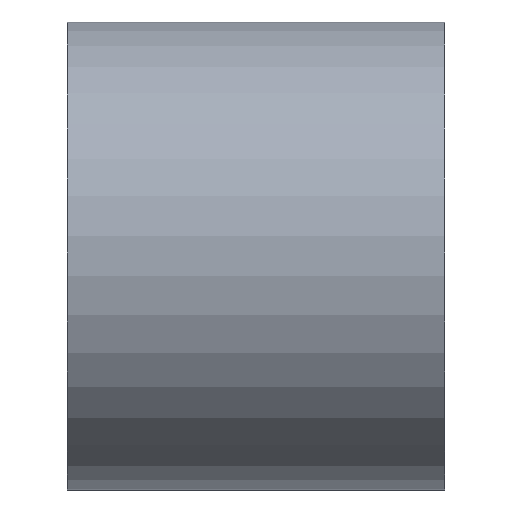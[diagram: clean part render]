
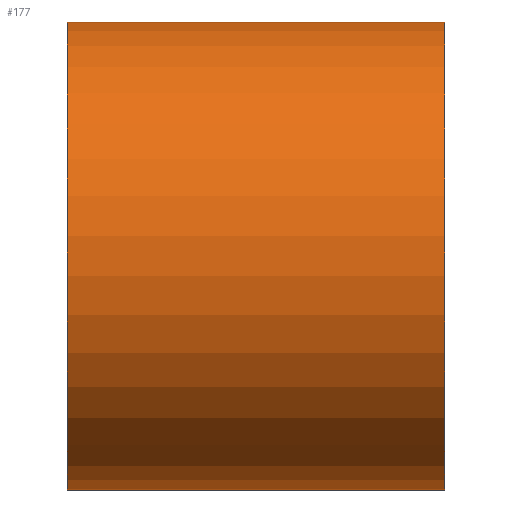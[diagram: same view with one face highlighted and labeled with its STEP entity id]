
A CAD part, top view. The second image highlights one B-rep face of the part: STEP entity #177.
In plain terms, the highlighted cylindrical face has radius 31 mm (diameter 62 mm), a partial arc.
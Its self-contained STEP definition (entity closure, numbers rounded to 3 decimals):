
#16=CIRCLE('',#208,31.);
#17=CIRCLE('',#209,31.);
#28=CYLINDRICAL_SURFACE('',#207,31.);
#32=FACE_OUTER_BOUND('',#42,.T.);
#42=EDGE_LOOP('',(#126,#127,#128,#129));
#50=LINE('',#290,#63);
#56=LINE('',#303,#69);
#63=VECTOR('',#231,10.);
#69=VECTOR('',#239,10.);
#76=VERTEX_POINT('',#288);
#77=VERTEX_POINT('',#289);
#82=VERTEX_POINT('',#300);
#83=VERTEX_POINT('',#302);
#93=EDGE_CURVE('',#76,#77,#50,.T.);
#99=EDGE_CURVE('',#83,#82,#56,.T.);
#101=EDGE_CURVE('',#76,#82,#16,.T.);
#102=EDGE_CURVE('',#83,#77,#17,.T.);
#126=ORIENTED_EDGE('',*,*,#99,.T.);
#127=ORIENTED_EDGE('',*,*,#101,.F.);
#128=ORIENTED_EDGE('',*,*,#93,.T.);
#129=ORIENTED_EDGE('',*,*,#102,.F.);
#177=ADVANCED_FACE('',(#32),#28,.T.);
#207=AXIS2_PLACEMENT_3D('',#305,#241,#242);
#208=AXIS2_PLACEMENT_3D('',#306,#243,#244);
#209=AXIS2_PLACEMENT_3D('',#307,#245,#246);
#231=DIRECTION('',(-1.,0.,0.));
#239=DIRECTION('',(1.,0.,0.));
#241=DIRECTION('center_axis',(1.,0.,0.));
#242=DIRECTION('ref_axis',(0.,0.,1.));
#243=DIRECTION('center_axis',(1.,0.,0.));
#244=DIRECTION('ref_axis',(0.,1.,0.));
#245=DIRECTION('center_axis',(-1.,0.,0.));
#246=DIRECTION('ref_axis',(0.,1.,0.));
#288=CARTESIAN_POINT('',(17.5,30.961,-1.55));
#289=CARTESIAN_POINT('',(-32.5,30.961,-1.55));
#290=CARTESIAN_POINT('',(0.,30.961,-1.55));
#300=CARTESIAN_POINT('',(17.5,-30.961,-1.55));
#302=CARTESIAN_POINT('',(-32.5,-30.961,-1.55));
#303=CARTESIAN_POINT('',(0.,-30.961,-1.55));
#305=CARTESIAN_POINT('Origin',(0.,0.,0.));
#306=CARTESIAN_POINT('Origin',(17.5,0.,0.));
#307=CARTESIAN_POINT('Origin',(-32.5,0.,0.));
